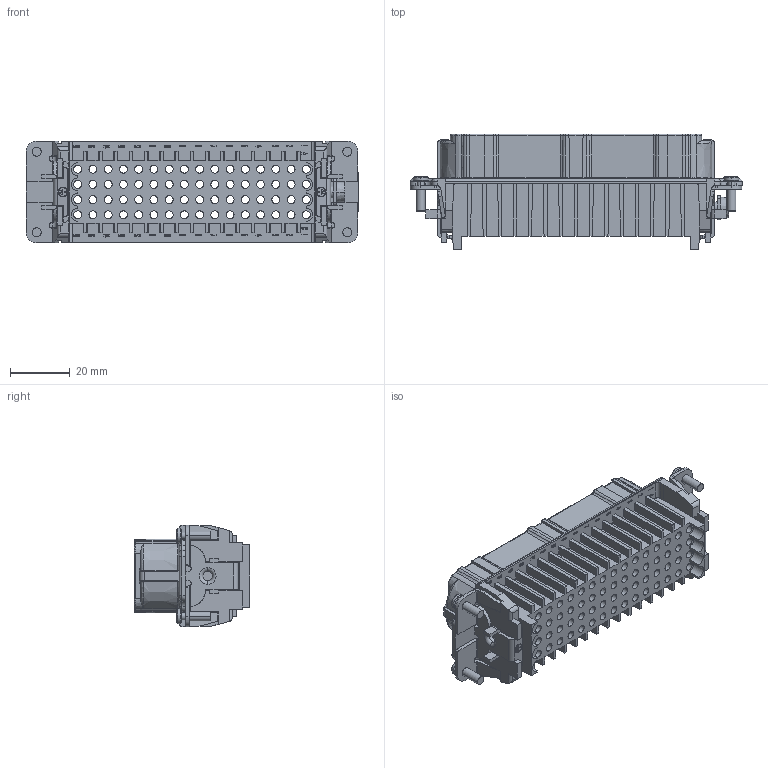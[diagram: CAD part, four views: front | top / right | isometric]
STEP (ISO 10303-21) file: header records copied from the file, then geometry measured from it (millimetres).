
FILE_DESCRIPTION((''),'2;1');
FILE_NAME('HD-064-F','2017-08-22T',('tl.yang'),(''),'PRO/ENGINEER BY PARAMETRIC TECHNOLOGY CORPORATION, 2011500','PRO/ENGINEER BY PARAMETRIC TECHNOLOGY CORPORATION, 2011500','');
FILE_SCHEMA(('CONFIG_CONTROL_DESIGN'));
Products named in the file (1): HD-064-F
Bounding box: 111.1 x 38.7 x 34 mm (x, y, z)
Volume: 55840.9 mm3; surface area: 43794.9 mm2
Topology: 1 solids, 1 shells, 4256 faces, 11694 edges, 7658 vertices
Faces by surface type: plane 3372, cylinder 600, bspline 162, cone 90, torus 32
Entity records: 138166 total; most frequent: CARTESIAN_POINT 29774, ORIENTED_EDGE 23388, DIRECTION 20832, EDGE_CURVE 11694, VECTOR 10068, LINE 10068, VERTEX_POINT 7658, AXIS2_PLACEMENT_3D 5382
